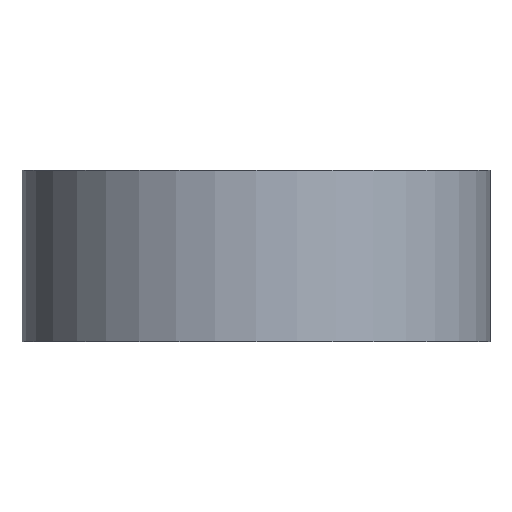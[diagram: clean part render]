
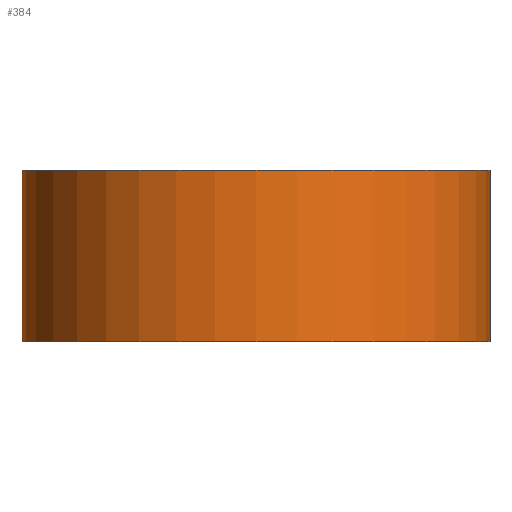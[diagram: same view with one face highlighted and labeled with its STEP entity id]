
A CAD part, front view. The second image highlights one B-rep face of the part: STEP entity #384.
In plain terms, the highlighted cylindrical face has radius 10.25 mm (diameter 20.5 mm), a partial arc.
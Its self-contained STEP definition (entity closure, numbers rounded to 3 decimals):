
#56 = LINE ( 'NONE', #64, #329 ) ;
#64 = CARTESIAN_POINT ( 'NONE',  ( 10.25, 0., 7.5 ) ) ;
#77 = DIRECTION ( 'NONE',  ( 1., 0., 0. ) ) ;
#137 = EDGE_CURVE ( 'NONE', #415, #346, #312, .T. ) ;
#138 = CARTESIAN_POINT ( 'NONE',  ( -10.25, 0., 7.5 ) ) ;
#147 = VERTEX_POINT ( 'NONE', #735 ) ;
#157 = AXIS2_PLACEMENT_3D ( 'NONE', #744, #544, #77 ) ;
#162 = CYLINDRICAL_SURFACE ( 'NONE', #843, 10.25 ) ;
#168 = DIRECTION ( 'NONE',  ( 0., 0., -1. ) ) ;
#215 = DIRECTION ( 'NONE',  ( 1., 0., 0. ) ) ;
#232 = DIRECTION ( 'NONE',  ( 0., 0., -1. ) ) ;
#250 = AXIS2_PLACEMENT_3D ( 'NONE', #868, #879, #215 ) ;
#265 = ORIENTED_EDGE ( 'NONE', *, *, #137, .F. ) ;
#312 = CIRCLE ( 'NONE', #157, 10.25 ) ;
#329 = VECTOR ( 'NONE', #896, 1000. ) ;
#346 = VERTEX_POINT ( 'NONE', #435 ) ;
#382 = EDGE_CURVE ( 'NONE', #346, #147, #56, .T. ) ;
#384 = ADVANCED_FACE ( 'NONE', ( #1074 ), #162, .T. ) ;
#415 = VERTEX_POINT ( 'NONE', #720 ) ;
#435 = CARTESIAN_POINT ( 'NONE',  ( 10.25, 0., 7.5 ) ) ;
#458 = ORIENTED_EDGE ( 'NONE', *, *, #1180, .T. ) ;
#525 = CARTESIAN_POINT ( 'NONE',  ( -10.25, 0., 0. ) ) ;
#531 = CARTESIAN_POINT ( 'NONE',  ( 0., 0., 7.5 ) ) ;
#544 = DIRECTION ( 'NONE',  ( 0., 0., 1. ) ) ;
#685 = LINE ( 'NONE', #138, #1056 ) ;
#702 = DIRECTION ( 'NONE',  ( -1., 0., 0. ) ) ;
#720 = CARTESIAN_POINT ( 'NONE',  ( -10.25, 0., 7.5 ) ) ;
#732 = ORIENTED_EDGE ( 'NONE', *, *, #1113, .T. ) ;
#733 = EDGE_LOOP ( 'NONE', ( #1106, #265, #458, #732 ) ) ;
#735 = CARTESIAN_POINT ( 'NONE',  ( 10.25, 0., 0. ) ) ;
#744 = CARTESIAN_POINT ( 'NONE',  ( 0., 0., 7.5 ) ) ;
#843 = AXIS2_PLACEMENT_3D ( 'NONE', #531, #168, #702 ) ;
#868 = CARTESIAN_POINT ( 'NONE',  ( 0., 0., 0. ) ) ;
#870 = VERTEX_POINT ( 'NONE', #525 ) ;
#879 = DIRECTION ( 'NONE',  ( 0., 0., 1. ) ) ;
#896 = DIRECTION ( 'NONE',  ( 0., 0., -1. ) ) ;
#1045 = CIRCLE ( 'NONE', #250, 10.25 ) ;
#1056 = VECTOR ( 'NONE', #232, 1000. ) ;
#1074 = FACE_OUTER_BOUND ( 'NONE', #733, .T. ) ;
#1106 = ORIENTED_EDGE ( 'NONE', *, *, #382, .F. ) ;
#1113 = EDGE_CURVE ( 'NONE', #870, #147, #1045, .T. ) ;
#1180 = EDGE_CURVE ( 'NONE', #415, #870, #685, .T. ) ;
